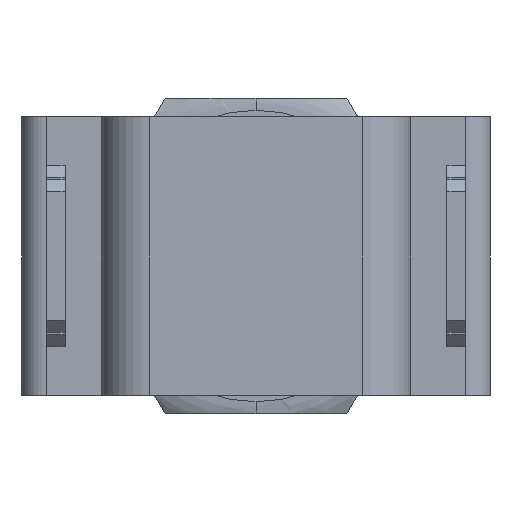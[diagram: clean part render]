
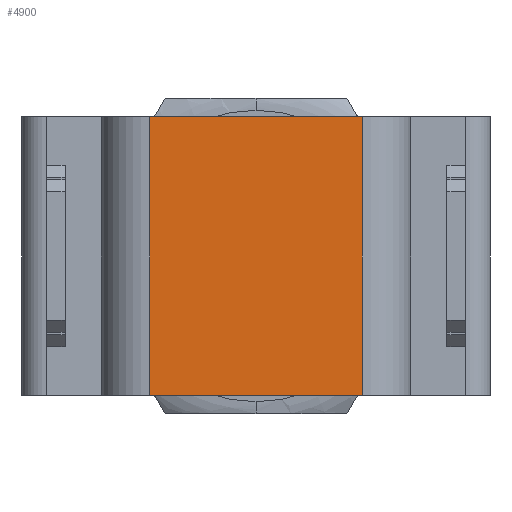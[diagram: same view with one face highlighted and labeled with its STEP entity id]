
A CAD part, front view. The second image highlights one B-rep face of the part: STEP entity #4900.
In plain terms, the highlighted planar face has unit normal (0, -1, 0).
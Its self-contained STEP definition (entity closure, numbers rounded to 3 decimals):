
#1331 = LINE ( 'NONE', #2190, #9845 ) ;
#1337 = LINE ( 'NONE', #10150, #9718 ) ;
#1538 = ORIENTED_EDGE ( 'NONE', *, *, #3887, .F. ) ;
#1598 = VERTEX_POINT ( 'NONE', #4308 ) ;
#1982 = DIRECTION ( 'NONE',  ( 1., 0., 0. ) ) ;
#1985 = EDGE_CURVE ( 'NONE', #10912, #1598, #8307, .T. ) ;
#1986 = ORIENTED_EDGE ( 'NONE', *, *, #2962, .T. ) ;
#2190 = CARTESIAN_POINT ( 'NONE',  ( -4.375, -20.8, 5.75 ) ) ;
#2619 = FACE_OUTER_BOUND ( 'NONE', #4598, .T. ) ;
#2962 = EDGE_CURVE ( 'NONE', #1598, #10174, #1337, .T. ) ;
#3203 = VERTEX_POINT ( 'NONE', #8414 ) ;
#3887 = EDGE_CURVE ( 'NONE', #3203, #10174, #7632, .T. ) ;
#3946 = DIRECTION ( 'NONE',  ( 0., 0., 1. ) ) ;
#4164 = CARTESIAN_POINT ( 'NONE',  ( -4.375, -20.8, -5.75 ) ) ;
#4308 = CARTESIAN_POINT ( 'NONE',  ( 4.375, -20.8, -5.75 ) ) ;
#4598 = EDGE_LOOP ( 'NONE', ( #9778, #1986, #1538, #10723 ) ) ;
#4681 = CARTESIAN_POINT ( 'NONE',  ( 6.375, -20.8, 5.75 ) ) ;
#4799 = VECTOR ( 'NONE', #1982, 1000. ) ;
#4900 = ADVANCED_FACE ( 'NONE', ( #2619 ), #7948, .F. ) ;
#5014 = DIRECTION ( 'NONE',  ( 1., 0., 0. ) ) ;
#6282 = DIRECTION ( 'NONE',  ( 0., 0., 1. ) ) ;
#7632 = LINE ( 'NONE', #9406, #9189 ) ;
#7948 = PLANE ( 'NONE',  #10859 ) ;
#8029 = CARTESIAN_POINT ( 'NONE',  ( 4.375, -20.8, 5.75 ) ) ;
#8307 = LINE ( 'NONE', #10694, #4799 ) ;
#8414 = CARTESIAN_POINT ( 'NONE',  ( -4.375, -20.8, 5.75 ) ) ;
#8508 = DIRECTION ( 'NONE',  ( 0., 0., -1. ) ) ;
#8892 = DIRECTION ( 'NONE',  ( 0., 1., 0. ) ) ;
#9189 = VECTOR ( 'NONE', #5014, 1000. ) ;
#9406 = CARTESIAN_POINT ( 'NONE',  ( 6.375, -20.8, 5.75 ) ) ;
#9718 = VECTOR ( 'NONE', #3946, 1000. ) ;
#9778 = ORIENTED_EDGE ( 'NONE', *, *, #1985, .T. ) ;
#9845 = VECTOR ( 'NONE', #8508, 1000. ) ;
#10150 = CARTESIAN_POINT ( 'NONE',  ( 4.375, -20.8, 5.75 ) ) ;
#10174 = VERTEX_POINT ( 'NONE', #8029 ) ;
#10694 = CARTESIAN_POINT ( 'NONE',  ( 6.375, -20.8, -5.75 ) ) ;
#10723 = ORIENTED_EDGE ( 'NONE', *, *, #10819, .T. ) ;
#10819 = EDGE_CURVE ( 'NONE', #3203, #10912, #1331, .T. ) ;
#10859 = AXIS2_PLACEMENT_3D ( 'NONE', #4681, #8892, #6282 ) ;
#10912 = VERTEX_POINT ( 'NONE', #4164 ) ;
